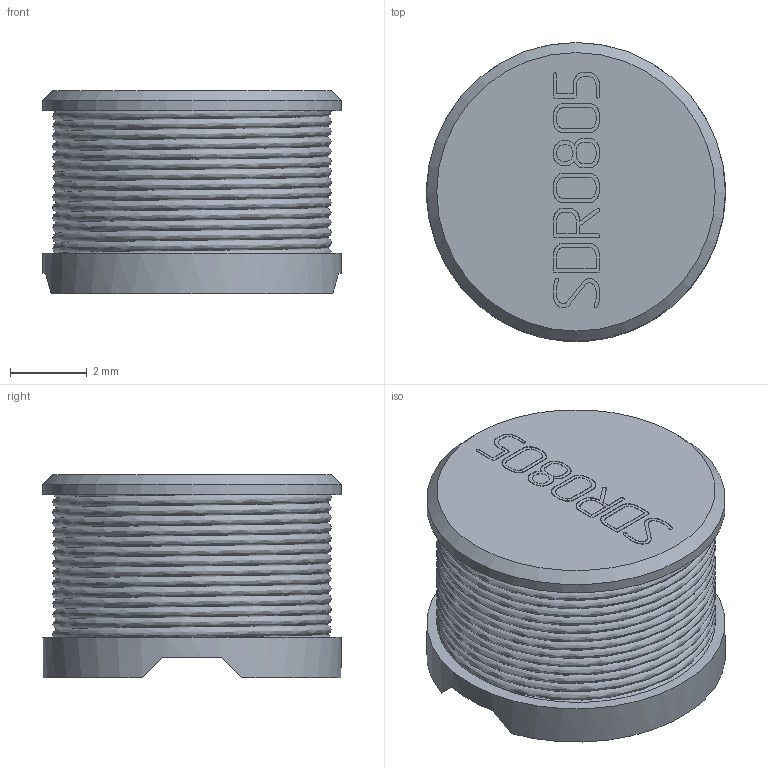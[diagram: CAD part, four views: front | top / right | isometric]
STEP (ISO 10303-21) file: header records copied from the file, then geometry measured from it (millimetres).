
FILE_DESCRIPTION(('STEP AP214'), '1');
FILE_NAME('SDR_inductor', '2019-03-02T22:20:11', ('Che'), (''), 'ASCON STEP Converter 1.3', 'ASCON Math Kernel', '');
FILE_SCHEMA(('AUTOMOTIVE_DESIGN { 1 0 10303 214 3 1 1}'));
Length unit declared in the file: millimetre
Bounding box: 7.8 x 7.8 x 5.31 mm (x, y, z)
Volume: 83.3 mm3; surface area: 476.8 mm2
Topology: 1 solids, 1 shells, 490 faces, 1419 edges, 947 vertices
Faces by surface type: plane 309, cylinder 179, cone 1, bspline 1
Full cylindrical faces by diameter (mm): 7.8 x2
Entity records: 28173 total; most frequent: CARTESIAN_POINT 10952, ORIENTED_EDGE 2828, DIRECTION 2751, EDGE_CURVE 1414, LINE 1045, VECTOR 1045, VERTEX_POINT 945, AXIS2_PLACEMENT_3D 853
